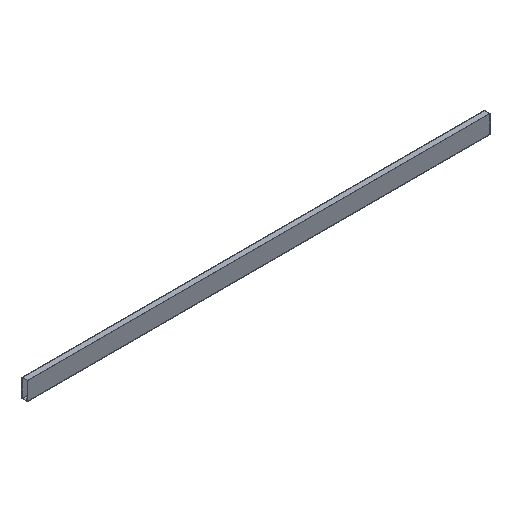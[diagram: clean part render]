
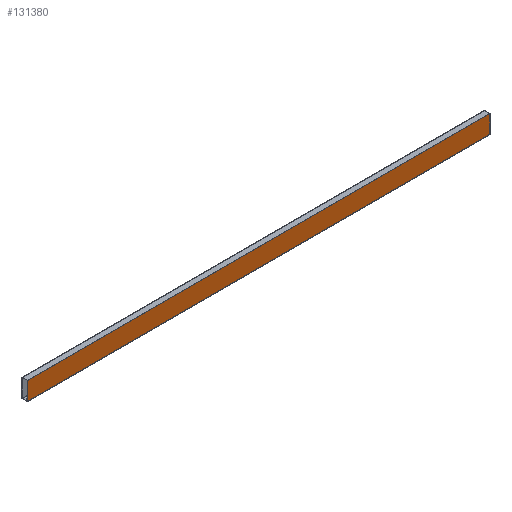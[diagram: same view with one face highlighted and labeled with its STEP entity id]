
A CAD part, isometric view. The second image highlights one B-rep face of the part: STEP entity #131380.
In plain terms, the highlighted face is planar.
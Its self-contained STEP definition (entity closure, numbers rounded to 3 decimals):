
#29470=CARTESIAN_POINT('',(32.048,99.192,1798.5));
#29480=VERTEX_POINT('',#29470);
#29510=CARTESIAN_POINT('',(32.048,99.192,-189.));
#29520=DIRECTION('',(0.,0.,-1.));
#29530=VECTOR('',#29520,1.);
#29540=LINE('',#29510,#29530);
#29550=CARTESIAN_POINT('',(32.048,99.192,-201.5));
#29560=VERTEX_POINT('',#29550);
#29570=EDGE_CURVE('',#29480,#29560,#29540,.T.);
#129980=CARTESIAN_POINT('',(32.048,19.192,-201.5));
#129990=DIRECTION('',(0.,1.,0.));
#130000=VECTOR('',#129990,1.);
#130010=LINE('',#129980,#130000);
#130020=CARTESIAN_POINT('',(32.048,19.192,-201.5));
#130030=VERTEX_POINT('',#130020);
#130040=EDGE_CURVE('',#130030,#29560,#130010,.T.);
#130760=CARTESIAN_POINT('',(32.048,19.192,1798.5));
#130770=VERTEX_POINT('',#130760);
#130800=CARTESIAN_POINT('',(32.048,19.192,1798.5));
#130810=DIRECTION('',(0.,1.,0.));
#130820=VECTOR('',#130810,1.);
#130830=LINE('',#130800,#130820);
#130840=EDGE_CURVE('',#130770,#29480,#130830,.T.);
#131220=CARTESIAN_POINT('',(32.048,19.192,1800.));
#131230=DIRECTION('',(-1.,-0.,-0.));
#131240=DIRECTION('',(0.,0.,-1.));
#131250=AXIS2_PLACEMENT_3D('',#131220,#131230,#131240);
#131260=PLANE('',#131250);
#131270=ORIENTED_EDGE('',*,*,#130040,.F.);
#131280=ORIENTED_EDGE('',*,*,#29570,.T.);
#131290=ORIENTED_EDGE('',*,*,#130840,.T.);
#131300=CARTESIAN_POINT('',(32.048,19.192,1800.));
#131310=DIRECTION('',(0.,0.,-1.));
#131320=VECTOR('',#131310,1.);
#131330=LINE('',#131300,#131320);
#131340=EDGE_CURVE('',#130770,#130030,#131330,.T.);
#131350=ORIENTED_EDGE('',*,*,#131340,.F.);
#131360=EDGE_LOOP('',(#131350,#131290,#131280,#131270));
#131370=FACE_OUTER_BOUND('',#131360,.T.);
#131380=ADVANCED_FACE('',(#131370),#131260,.T.);
